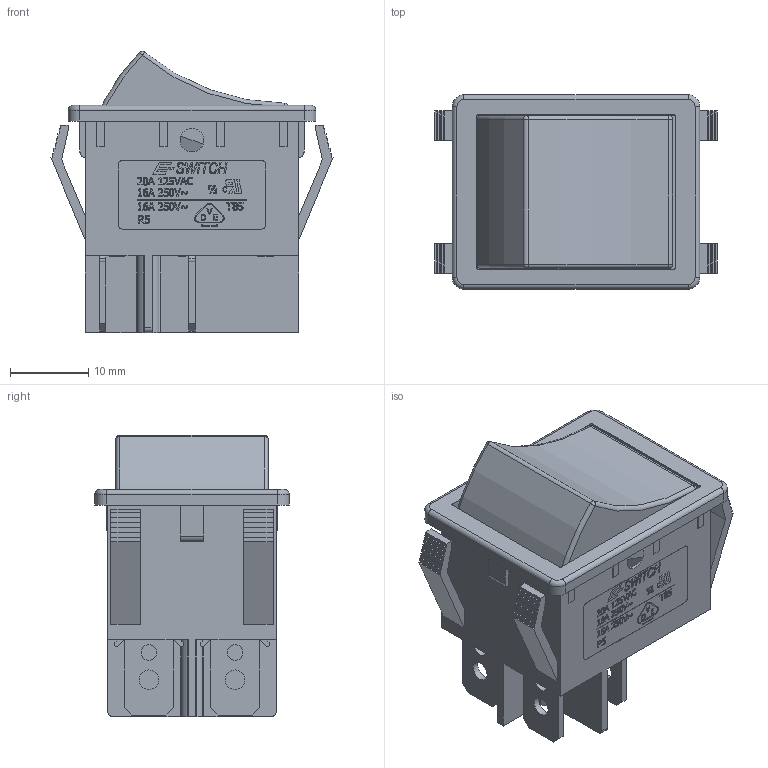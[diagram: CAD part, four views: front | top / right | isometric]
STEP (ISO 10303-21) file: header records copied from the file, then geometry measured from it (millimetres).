
FILE_DESCRIPTION(/* description */ (''),/* implementation_level */ '2;1');
FILE_NAME(/* name */ 'R5FxxxxxxEF0.stp',/* time_stamp */ '2025-06-02T10:44:28-05:00',/* author */ ('mroman'),/* organization */ (''),/* preprocessor_version */ 'ST-DEVELOPER v18.1',/* originating_system */ 'Autodesk Inventor 2022',/* authorisation */ '');
FILE_SCHEMA (('AUTOMOTIVE_DESIGN { 1 0 10303 214 3 1 1 }'));
Length unit declared in the file: centimetre
Products named in the file (1): R5FxxxxxxEF0
Bounding box: 36 x 24.8 x 35.9 mm (x, y, z)
Volume: 4572.4 mm3; surface area: 9972.7 mm2
Topology: 1 solids, 1 shells, 1281 faces, 3490 edges, 2308 vertices
Faces by surface type: plane 785, bspline 390, cylinder 90, torus 10, sphere 4, cone 2
Full cylindrical faces by diameter (mm): 2 x4, 2.5 x4, 3 x2
Entity records: 42061 total; most frequent: CARTESIAN_POINT 12090, ORIENTED_EDGE 6980, DIRECTION 4708, EDGE_CURVE 3490, LINE 2488, VECTOR 2488, VERTEX_POINT 2308, EDGE_LOOP 1400
